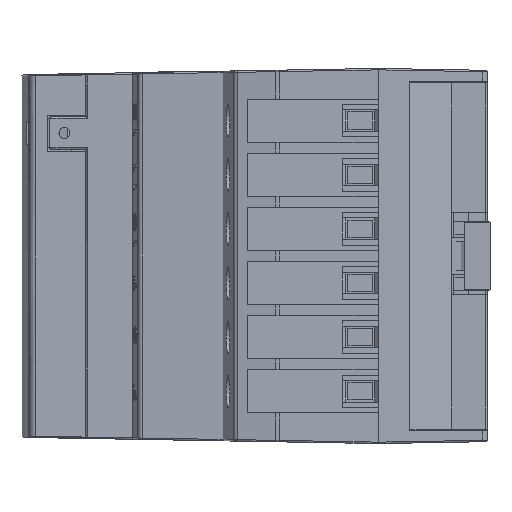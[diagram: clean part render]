
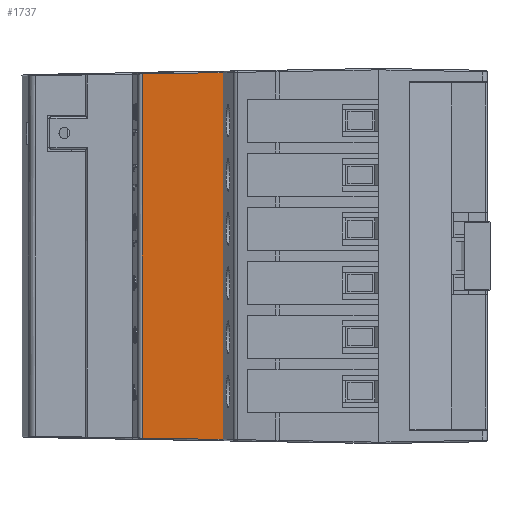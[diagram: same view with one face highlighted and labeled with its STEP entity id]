
A CAD part, left-side view. The second image highlights one B-rep face of the part: STEP entity #1737.
In plain terms, the highlighted face is planar.
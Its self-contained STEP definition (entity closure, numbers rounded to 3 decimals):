
#1737=ADVANCED_FACE('',(#7069),#7071,.T.);
#7069=FACE_BOUND('',#7070,.T.);
#7070=EDGE_LOOP('',(#88743,#88744,#88745,#88746));
#7071=PLANE('',#7072);
#7072=AXIS2_PLACEMENT_3D('',#7073,#7074,#7075);
#7073=CARTESIAN_POINT('',(11.75,30.5,-26.));
#7074=DIRECTION('',(0.043,0.999,0.));
#7075=DIRECTION('',(-0.999,0.043,0.));
#88743=ORIENTED_EDGE('',*,*,#98376,.F.);
#88744=ORIENTED_EDGE('',*,*,#98377,.T.);
#88745=ORIENTED_EDGE('',*,*,#98378,.T.);
#88746=ORIENTED_EDGE('',*,*,#97995,.F.);
#97995=EDGE_CURVE('',#102791,#102794,#102795,.T.);
#98376=EDGE_CURVE('',#103505,#102791,#103507,.T.);
#98377=EDGE_CURVE('',#103505,#103508,#103509,.T.);
#98378=EDGE_CURVE('',#103508,#102794,#103510,.T.);
#102791=VERTEX_POINT('',#111184);
#102794=VERTEX_POINT('',#111215);
#102795=LINE('',#111216,#111217);
#103505=VERTEX_POINT('',#112918);
#103507=LINE('',#112932,#112933);
#103508=VERTEX_POINT('',#112935);
#103509=LINE('',#112936,#112937);
#103510=LINE('',#112939,#112940);
#111184=CARTESIAN_POINT('',(11.227,30.522,25.229));
#111215=CARTESIAN_POINT('',(0.,31.,25.425));
#111216=CARTESIAN_POINT('',(11.227,30.522,25.229));
#111217=VECTOR('',#111218,1.);
#111218=DIRECTION('',(-0.999,0.043,0.017));
#112918=CARTESIAN_POINT('',(11.227,30.522,-25.229));
#112932=CARTESIAN_POINT('',(11.227,30.522,-25.229));
#112933=VECTOR('',#112934,1.);
#112934=DIRECTION('',(0.,0.,1.));
#112935=CARTESIAN_POINT('',(0.,31.,-25.425));
#112936=CARTESIAN_POINT('',(11.227,30.522,-25.229));
#112937=VECTOR('',#112938,1.);
#112938=DIRECTION('',(-0.999,0.043,-0.017));
#112939=CARTESIAN_POINT('',(0.,31.,-25.425));
#112940=VECTOR('',#112941,1.);
#112941=DIRECTION('',(0.,0.,1.));
